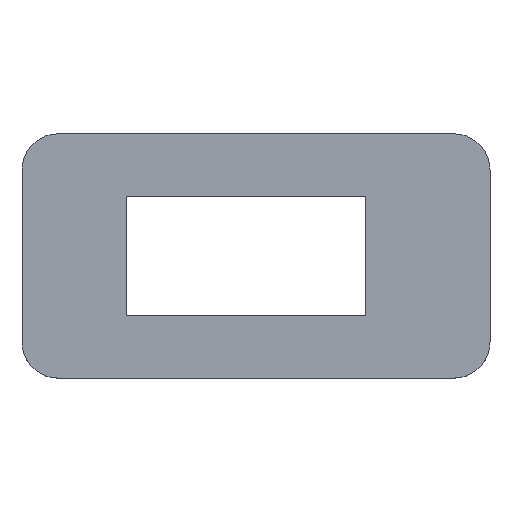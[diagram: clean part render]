
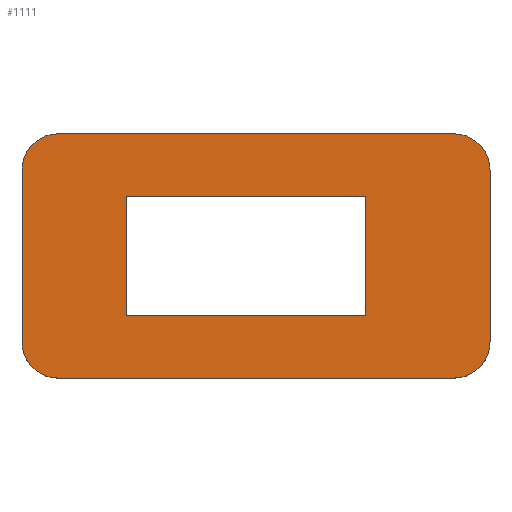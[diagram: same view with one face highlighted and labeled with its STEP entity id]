
A CAD part, top view. The second image highlights one B-rep face of the part: STEP entity #1111.
In plain terms, the highlighted planar face has unit normal (0, 0, 1).
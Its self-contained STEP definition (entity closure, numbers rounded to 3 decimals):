
#648=AXIS2_PLACEMENT_3D('Circle Axis2P3D',#646,#647,$) ;
#696=AXIS2_PLACEMENT_3D('Circle Axis2P3D',#694,#695,$) ;
#744=AXIS2_PLACEMENT_3D('Circle Axis2P3D',#742,#743,$) ;
#792=AXIS2_PLACEMENT_3D('Circle Axis2P3D',#790,#791,$) ;
#1065=AXIS2_PLACEMENT_3D('Plane Axis2P3D',#1062,#1063,#1064) ;
#619=CARTESIAN_POINT('Vertex',(43.5,-2.,1.5)) ;
#622=CARTESIAN_POINT('Line Origine',(43.5,-10.25,1.5)) ;
#626=CARTESIAN_POINT('Vertex',(43.5,-18.5,1.5)) ;
#646=CARTESIAN_POINT('Axis2P3D Location',(40.,-18.5,1.5)) ;
#650=CARTESIAN_POINT('Vertex',(40.,-22.,1.5)) ;
#670=CARTESIAN_POINT('Line Origine',(21.,-22.,1.5)) ;
#674=CARTESIAN_POINT('Vertex',(2.,-22.,1.5)) ;
#694=CARTESIAN_POINT('Axis2P3D Location',(2.,-18.5,1.5)) ;
#698=CARTESIAN_POINT('Vertex',(-1.5,-18.5,1.5)) ;
#718=CARTESIAN_POINT('Line Origine',(-1.5,-10.25,1.5)) ;
#722=CARTESIAN_POINT('Vertex',(-1.5,-2.,1.5)) ;
#742=CARTESIAN_POINT('Axis2P3D Location',(2.,-2.,1.5)) ;
#746=CARTESIAN_POINT('Vertex',(2.,1.5,1.5)) ;
#766=CARTESIAN_POINT('Line Origine',(21.,1.5,1.5)) ;
#770=CARTESIAN_POINT('Vertex',(40.,1.5,1.5)) ;
#790=CARTESIAN_POINT('Axis2P3D Location',(40.,-2.,1.5)) ;
#1062=CARTESIAN_POINT('Axis2P3D Location',(0.,0.,1.5)) ;
#1077=CARTESIAN_POINT('Line Origine',(31.5,-10.25,1.5)) ;
#1081=CARTESIAN_POINT('Vertex',(31.5,-16.,1.5)) ;
#1083=CARTESIAN_POINT('Vertex',(31.5,-4.5,1.5)) ;
#1086=CARTESIAN_POINT('Line Origine',(20.,-16.,1.5)) ;
#1090=CARTESIAN_POINT('Vertex',(8.5,-16.,1.5)) ;
#1093=CARTESIAN_POINT('Line Origine',(8.5,-10.25,1.5)) ;
#1097=CARTESIAN_POINT('Vertex',(8.5,-4.5,1.5)) ;
#1100=CARTESIAN_POINT('Line Origine',(20.,-4.5,1.5)) ;
#623=DIRECTION('Vector Direction',(0.,1.,0.)) ;
#647=DIRECTION('Axis2P3D Direction',(0.,0.,-1.)) ;
#671=DIRECTION('Vector Direction',(-1.,0.,0.)) ;
#695=DIRECTION('Axis2P3D Direction',(0.,0.,-1.)) ;
#719=DIRECTION('Vector Direction',(0.,-1.,0.)) ;
#743=DIRECTION('Axis2P3D Direction',(0.,0.,-1.)) ;
#767=DIRECTION('Vector Direction',(1.,0.,0.)) ;
#791=DIRECTION('Axis2P3D Direction',(0.,0.,-1.)) ;
#1063=DIRECTION('Axis2P3D Direction',(0.,0.,1.)) ;
#1064=DIRECTION('Axis2P3D XDirection',(1.,0.,0.)) ;
#1078=DIRECTION('Vector Direction',(0.,-1.,0.)) ;
#1087=DIRECTION('Vector Direction',(-1.,0.,0.)) ;
#1094=DIRECTION('Vector Direction',(0.,1.,0.)) ;
#1101=DIRECTION('Vector Direction',(1.,0.,0.)) ;
#624=VECTOR('Line Direction',#623,1.) ;
#672=VECTOR('Line Direction',#671,1.) ;
#720=VECTOR('Line Direction',#719,1.) ;
#768=VECTOR('Line Direction',#767,1.) ;
#1079=VECTOR('Line Direction',#1078,1.) ;
#1088=VECTOR('Line Direction',#1087,1.) ;
#1095=VECTOR('Line Direction',#1094,1.) ;
#1102=VECTOR('Line Direction',#1101,1.) ;
#1068=ORIENTED_EDGE('',*,*,#748,.T.) ;
#1069=ORIENTED_EDGE('',*,*,#724,.T.) ;
#1070=ORIENTED_EDGE('',*,*,#700,.T.) ;
#1071=ORIENTED_EDGE('',*,*,#676,.T.) ;
#1072=ORIENTED_EDGE('',*,*,#652,.T.) ;
#1073=ORIENTED_EDGE('',*,*,#628,.T.) ;
#1074=ORIENTED_EDGE('',*,*,#794,.T.) ;
#1075=ORIENTED_EDGE('',*,*,#772,.T.) ;
#1106=ORIENTED_EDGE('',*,*,#1085,.F.) ;
#1107=ORIENTED_EDGE('',*,*,#1092,.F.) ;
#1108=ORIENTED_EDGE('',*,*,#1099,.F.) ;
#1109=ORIENTED_EDGE('',*,*,#1104,.F.) ;
#1110=FACE_BOUND('',#1105,.T.) ;
#1111=ADVANCED_FACE('Corps principal',(#1076,#1110),#1066,.T.) ;
#649=CIRCLE('generated circle',#648,3.5) ;
#697=CIRCLE('generated circle',#696,3.5) ;
#745=CIRCLE('generated circle',#744,3.5) ;
#793=CIRCLE('generated circle',#792,3.5) ;
#628=EDGE_CURVE('',#627,#620,#625,.T.) ;
#652=EDGE_CURVE('',#651,#627,#649,.F.) ;
#676=EDGE_CURVE('',#675,#651,#673,.F.) ;
#700=EDGE_CURVE('',#699,#675,#697,.F.) ;
#724=EDGE_CURVE('',#723,#699,#721,.T.) ;
#748=EDGE_CURVE('',#747,#723,#745,.F.) ;
#772=EDGE_CURVE('',#771,#747,#769,.F.) ;
#794=EDGE_CURVE('',#620,#771,#793,.F.) ;
#1085=EDGE_CURVE('',#1082,#1084,#1080,.F.) ;
#1092=EDGE_CURVE('',#1091,#1082,#1089,.F.) ;
#1099=EDGE_CURVE('',#1098,#1091,#1096,.F.) ;
#1104=EDGE_CURVE('',#1084,#1098,#1103,.F.) ;
#1067=EDGE_LOOP('',(#1068,#1069,#1070,#1071,#1072,#1073,#1074,#1075)) ;
#1105=EDGE_LOOP('',(#1106,#1107,#1108,#1109)) ;
#1076=FACE_OUTER_BOUND('',#1067,.T.) ;
#625=LINE('Line',#622,#624) ;
#673=LINE('Line',#670,#672) ;
#721=LINE('Line',#718,#720) ;
#769=LINE('Line',#766,#768) ;
#1080=LINE('Line',#1077,#1079) ;
#1089=LINE('Line',#1086,#1088) ;
#1096=LINE('Line',#1093,#1095) ;
#1103=LINE('Line',#1100,#1102) ;
#1066=PLANE('',#1065) ;
#620=VERTEX_POINT('',#619) ;
#627=VERTEX_POINT('',#626) ;
#651=VERTEX_POINT('',#650) ;
#675=VERTEX_POINT('',#674) ;
#699=VERTEX_POINT('',#698) ;
#723=VERTEX_POINT('',#722) ;
#747=VERTEX_POINT('',#746) ;
#771=VERTEX_POINT('',#770) ;
#1082=VERTEX_POINT('',#1081) ;
#1084=VERTEX_POINT('',#1083) ;
#1091=VERTEX_POINT('',#1090) ;
#1098=VERTEX_POINT('',#1097) ;
